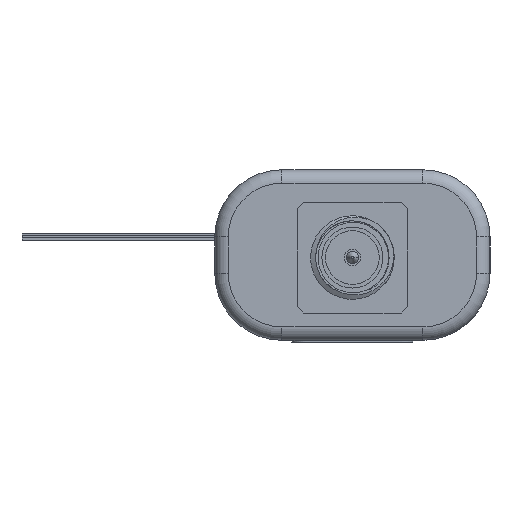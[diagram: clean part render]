
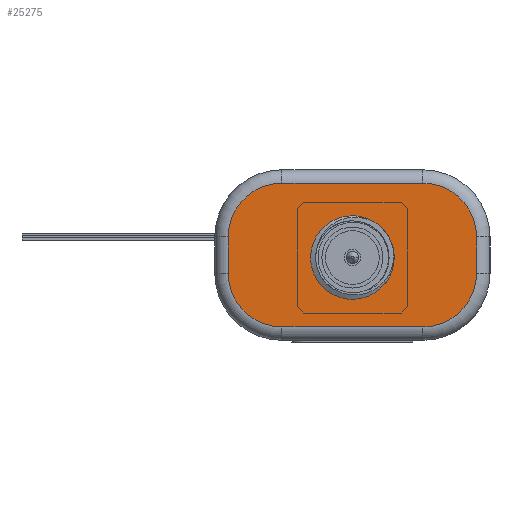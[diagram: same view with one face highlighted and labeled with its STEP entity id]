
A CAD part, front view. The second image highlights one B-rep face of the part: STEP entity #25275.
In plain terms, the highlighted planar face has unit normal (0, -1, 0).
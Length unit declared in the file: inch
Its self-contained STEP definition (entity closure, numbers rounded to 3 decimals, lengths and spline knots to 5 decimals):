
#470 = CARTESIAN_POINT ( 'NONE',  ( 0.82057, -1.00212, -0.10866 ) ) ;
#1352 = VERTEX_POINT ( 'NONE', #11833 ) ;
#1853 = AXIS2_PLACEMENT_3D ( 'NONE', #470, #3519, #19055 ) ;
#1990 = VERTEX_POINT ( 'NONE', #12771 ) ;
#2759 = AXIS2_PLACEMENT_3D ( 'NONE', #13796, #29625, #37449 ) ;
#3145 = DIRECTION ( 'NONE',  ( 1., 0., 0. ) ) ;
#3519 = DIRECTION ( 'NONE',  ( 0., -1., 0. ) ) ;
#3884 = ORIENTED_EDGE ( 'NONE', *, *, #30897, .T. ) ;
#4318 = CARTESIAN_POINT ( 'NONE',  ( 0.2497, -1.00212, -0.00236 ) ) ;
#4665 = AXIS2_PLACEMENT_3D ( 'NONE', #37494, #33928, #3145 ) ;
#7095 = CIRCLE ( 'NONE', #4665, 0.15748 ) ;
#7596 = EDGE_CURVE ( 'NONE', #25285, #39512, #42031, .T. ) ;
#8053 = LINE ( 'NONE', #27948, #30831 ) ;
#8402 = VERTEX_POINT ( 'NONE', #44398 ) ;
#8618 = PLANE ( 'NONE',  #40994 ) ;
#10862 = LINE ( 'NONE', #18518, #15682 ) ;
#11833 = CARTESIAN_POINT ( 'NONE',  ( 0.82057, -1.00212, -0.26614 ) ) ;
#11980 = ORIENTED_EDGE ( 'NONE', *, *, #27472, .T. ) ;
#12240 = DIRECTION ( 'NONE',  ( 1., 0., 0. ) ) ;
#12711 = CARTESIAN_POINT ( 'NONE',  ( 0.82057, -1.00212, 0.15512 ) ) ;
#12771 = CARTESIAN_POINT ( 'NONE',  ( 0.97805, -1.00212, -0.10866 ) ) ;
#13222 = CARTESIAN_POINT ( 'NONE',  ( 0.21033, -1.00212, -0.30551 ) ) ;
#13407 = CIRCLE ( 'NONE', #33714, 0.15748 ) ;
#13796 = CARTESIAN_POINT ( 'NONE',  ( 0.40719, -1.00212, -0.10866 ) ) ;
#15682 = VECTOR ( 'NONE', #45993, 39.37008 ) ;
#16457 = DIRECTION ( 'NONE',  ( 0., 0., 1. ) ) ;
#17736 = VECTOR ( 'NONE', #27503, 39.37008 ) ;
#18391 = ORIENTED_EDGE ( 'NONE', *, *, #35926, .T. ) ;
#18518 = CARTESIAN_POINT ( 'NONE',  ( 0.2497, -1.00212, -0.30551 ) ) ;
#19055 = DIRECTION ( 'NONE',  ( 1., 0., 0. ) ) ;
#19369 = DIRECTION ( 'NONE',  ( -1., 0., 0. ) ) ;
#19727 = CIRCLE ( 'NONE', #1853, 0.15748 ) ;
#19836 = CARTESIAN_POINT ( 'NONE',  ( 0.40719, -1.00212, 0.15512 ) ) ;
#20311 = ORIENTED_EDGE ( 'NONE', *, *, #7596, .T. ) ;
#21963 = VERTEX_POINT ( 'NONE', #47944 ) ;
#25275 = ADVANCED_FACE ( 'NONE', ( #36888 ), #8618, .T. ) ;
#25285 = VERTEX_POINT ( 'NONE', #12711 ) ;
#27472 = EDGE_CURVE ( 'NONE', #36406, #25285, #13407, .T. ) ;
#27503 = DIRECTION ( 'NONE',  ( 1., 0., 0. ) ) ;
#27948 = CARTESIAN_POINT ( 'NONE',  ( 0.97805, -1.00212, -0.30551 ) ) ;
#28530 = CARTESIAN_POINT ( 'NONE',  ( 0.97805, -1.00212, -0.00236 ) ) ;
#28540 = VECTOR ( 'NONE', #19369, 39.37008 ) ;
#28758 = EDGE_CURVE ( 'NONE', #33444, #21963, #10862, .T. ) ;
#29625 = DIRECTION ( 'NONE',  ( 0., -1., 0. ) ) ;
#30603 = CARTESIAN_POINT ( 'NONE',  ( 0.21033, -1.00212, -0.26614 ) ) ;
#30831 = VECTOR ( 'NONE', #16457, 39.37008 ) ;
#30897 = EDGE_CURVE ( 'NONE', #21963, #8402, #32834, .T. ) ;
#31366 = DIRECTION ( 'NONE',  ( 0., -1., 0. ) ) ;
#32834 = CIRCLE ( 'NONE', #2759, 0.15748 ) ;
#33444 = VERTEX_POINT ( 'NONE', #4318 ) ;
#33714 = AXIS2_PLACEMENT_3D ( 'NONE', #39725, #31366, #12240 ) ;
#33928 = DIRECTION ( 'NONE',  ( 0., -1., 0. ) ) ;
#35147 = EDGE_CURVE ( 'NONE', #39512, #33444, #7095, .T. ) ;
#35861 = DIRECTION ( 'NONE',  ( 1., 0., 0. ) ) ;
#35926 = EDGE_CURVE ( 'NONE', #1990, #36406, #8053, .T. ) ;
#36349 = EDGE_CURVE ( 'NONE', #8402, #1352, #50139, .T. ) ;
#36406 = VERTEX_POINT ( 'NONE', #28530 ) ;
#36888 = FACE_OUTER_BOUND ( 'NONE', #47971, .T. ) ;
#37449 = DIRECTION ( 'NONE',  ( 1., 0., 0. ) ) ;
#37494 = CARTESIAN_POINT ( 'NONE',  ( 0.40719, -1.00212, -0.00236 ) ) ;
#37792 = ORIENTED_EDGE ( 'NONE', *, *, #35147, .T. ) ;
#38199 = CARTESIAN_POINT ( 'NONE',  ( 0.40719, -1.00212, 0.15512 ) ) ;
#38513 = ORIENTED_EDGE ( 'NONE', *, *, #36349, .T. ) ;
#39512 = VERTEX_POINT ( 'NONE', #19836 ) ;
#39725 = CARTESIAN_POINT ( 'NONE',  ( 0.82057, -1.00212, -0.00236 ) ) ;
#40232 = DIRECTION ( 'NONE',  ( 0., -1., 0. ) ) ;
#40994 = AXIS2_PLACEMENT_3D ( 'NONE', #13222, #40232, #35861 ) ;
#41441 = ORIENTED_EDGE ( 'NONE', *, *, #28758, .T. ) ;
#42031 = LINE ( 'NONE', #38199, #28540 ) ;
#42639 = EDGE_CURVE ( 'NONE', #1352, #1990, #19727, .T. ) ;
#42725 = ORIENTED_EDGE ( 'NONE', *, *, #42639, .T. ) ;
#44398 = CARTESIAN_POINT ( 'NONE',  ( 0.40719, -1.00212, -0.26614 ) ) ;
#45993 = DIRECTION ( 'NONE',  ( 0., 0., -1. ) ) ;
#47944 = CARTESIAN_POINT ( 'NONE',  ( 0.2497, -1.00212, -0.10866 ) ) ;
#47971 = EDGE_LOOP ( 'NONE', ( #20311, #37792, #41441, #3884, #38513, #42725, #18391, #11980 ) ) ;
#50139 = LINE ( 'NONE', #30603, #17736 ) ;
